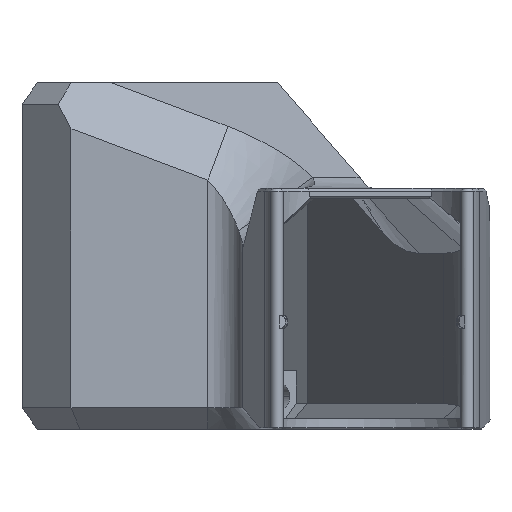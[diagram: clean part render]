
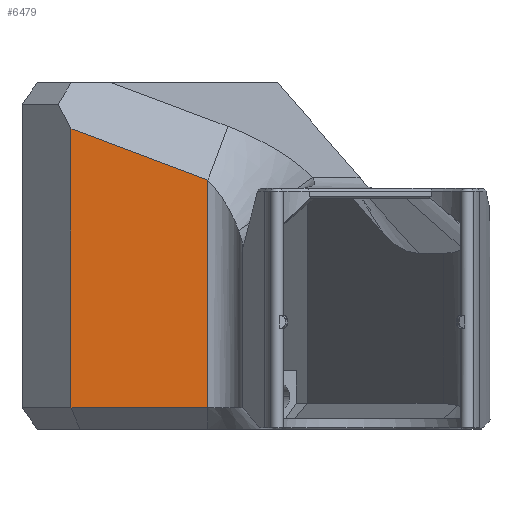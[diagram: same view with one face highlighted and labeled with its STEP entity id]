
A CAD part, left-side view. The second image highlights one B-rep face of the part: STEP entity #6479.
In plain terms, the highlighted planar face has unit normal (-1, 0, 0).
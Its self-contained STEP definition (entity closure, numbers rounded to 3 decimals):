
#1927=DIRECTION('',(0.,0.,1.));
#1928=VECTOR('',#1927,32.201);
#1929=CARTESIAN_POINT('',(31.,34.761,-11.4));
#1930=LINE('',#1929,#1928);
#1931=DIRECTION('',(0.,-0.936,-0.351));
#1932=VECTOR('',#1931,16.885);
#1933=CARTESIAN_POINT('',(31.,34.761,20.801));
#1934=LINE('',#1933,#1932);
#1935=DIRECTION('',(0.,0.,1.));
#1936=VECTOR('',#1935,26.271);
#1937=CARTESIAN_POINT('',(31.,18.952,-11.4));
#1938=LINE('',#1937,#1936);
#1939=DIRECTION('',(0.,1.,0.));
#1940=VECTOR('',#1939,15.809);
#1941=CARTESIAN_POINT('',(31.,18.952,-11.4));
#1942=LINE('',#1941,#1940);
#2968=CARTESIAN_POINT('',(31.,18.952,-11.4));
#2970=VERTEX_POINT('',#2968);
#2975=CARTESIAN_POINT('',(31.,34.761,-11.4));
#2976=CARTESIAN_POINT('',(31.,34.761,20.801));
#2977=VERTEX_POINT('',#2975);
#2978=VERTEX_POINT('',#2976);
#3169=CARTESIAN_POINT('',(31.,18.952,14.871));
#3170=VERTEX_POINT('',#3169);
#6466=CARTESIAN_POINT('',(31.,34.761,-13.9));
#6467=DIRECTION('',(-1.,0.,0.));
#6468=DIRECTION('',(0.,-1.,0.));
#6469=AXIS2_PLACEMENT_3D('',#6466,#6467,#6468);
#6470=PLANE('',#6469);
#6472=ORIENTED_EDGE('',*,*,#6471,.T.);
#6474=ORIENTED_EDGE('',*,*,#6473,.T.);
#6475=ORIENTED_EDGE('',*,*,#6456,.F.);
#6476=ORIENTED_EDGE('',*,*,#3787,.T.);
#6477=EDGE_LOOP('',(#6472,#6474,#6475,#6476));
#6478=FACE_OUTER_BOUND('',#6477,.F.);
#6479=ADVANCED_FACE('',(#6478),#6470,.T.);
#3787=EDGE_CURVE('',#2970,#2977,#1942,.T.);
#6456=EDGE_CURVE('',#2970,#3170,#1938,.T.);
#6471=EDGE_CURVE('',#2977,#2978,#1930,.T.);
#6473=EDGE_CURVE('',#2978,#3170,#1934,.T.);
